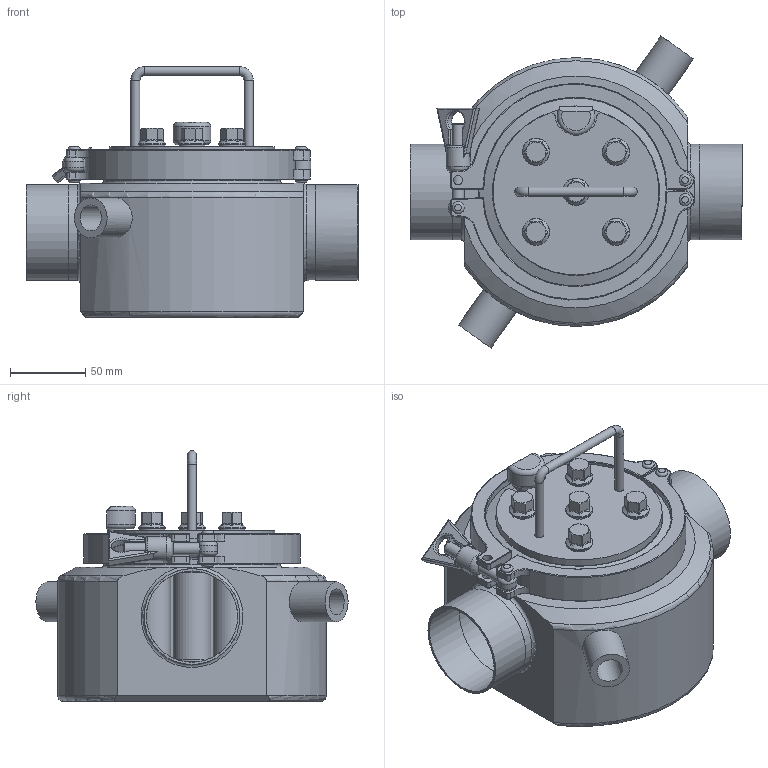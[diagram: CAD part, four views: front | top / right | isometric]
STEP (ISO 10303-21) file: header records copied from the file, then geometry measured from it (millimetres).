
FILE_DESCRIPTION(/* description */ (''),/* implementation_level */ '2;1');
FILE_NAME(/* name */ 'E0146668.stp',/* time_stamp */ '2022-01-20T14:52:14+01:00',/* author */ ('avd'),/* organization */ (''),/* preprocessor_version */ 'ST-DEVELOPER v18.1',/* originating_system */ 'Autodesk Inventor 2021',/* authorisation */ '');
FILE_SCHEMA (('CONFIG_CONTROL_DESIGN'));
Length unit declared in the file: millimetre
Products named in the file (1): Part40
Bounding box: 220 x 206.88 x 166.3 mm (x, y, z)
Volume: 1205536.2 mm3; surface area: 379370.8 mm2
Topology: 1 solids, 13 shells, 722 faces, 1711 edges, 1029 vertices
Faces by surface type: cylinder 249, plane 218, torus 98, bspline 81, cone 76
Full cylindrical faces by diameter (mm): 0.01 x8, 4.134 x1, 6 x7, 6.1 x9, 6.647 x5, 8 x13, 8.2 x5, 9 x5, 10.25 x1, 12 x1, 13.7 x2, 14 x2, 16 x1, 16.9 x5, 17.294 x2, 18 x5, 20 x2, 24 x5, 24.8 x5, 25 x5, 26.5 x2, 35 x1, 35.2 x1, 60.5 x2, 60.53 x2, 63.5 x2, 63.53 x2, 106.6 x1, 107.4 x1, 109.7 x1
Entity records: 24751 total; most frequent: CARTESIAN_POINT 7848, DIRECTION 3387, ORIENTED_EDGE 3334, EDGE_CURVE 1667, AXIS2_PLACEMENT_3D 1452, VERTEX_POINT 1029, EDGE_LOOP 830, CIRCLE 796
